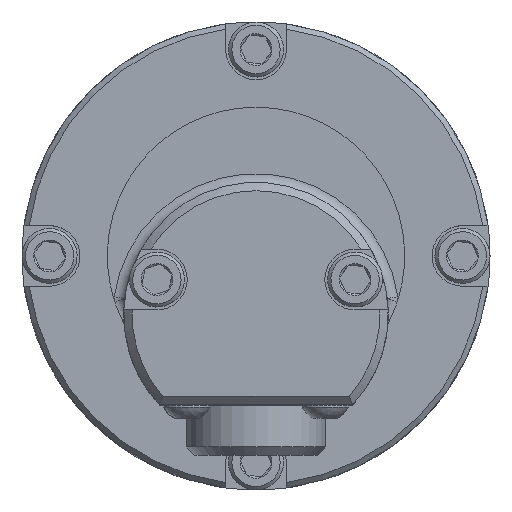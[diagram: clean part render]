
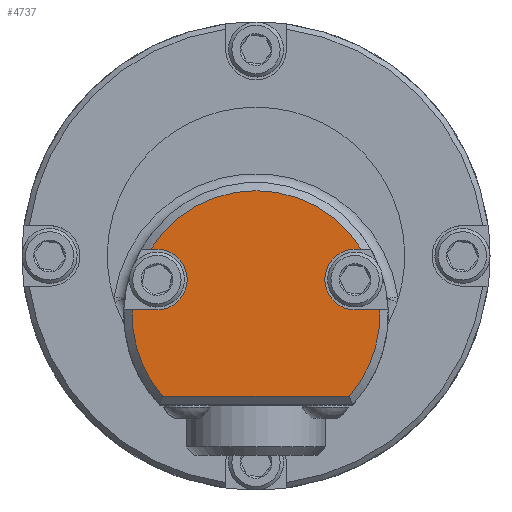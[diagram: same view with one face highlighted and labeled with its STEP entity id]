
A CAD part, top view. The second image highlights one B-rep face of the part: STEP entity #4737.
In plain terms, the highlighted planar face has unit normal (0, 0, 1).
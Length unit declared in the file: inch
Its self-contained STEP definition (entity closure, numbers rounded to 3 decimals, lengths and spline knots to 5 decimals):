
#36 = VERTEX_POINT ( 'NONE', #2826 ) ;
#41 = AXIS2_PLACEMENT_3D ( 'NONE', #1676, #2131, #5301 ) ;
#82 = CARTESIAN_POINT ( 'NONE',  ( 0., -0.341, 5. ) ) ;
#207 = CARTESIAN_POINT ( 'NONE',  ( 0.562, 0.03, 5. ) ) ;
#271 = DIRECTION ( 'NONE',  ( 1., 0., 0. ) ) ;
#278 = LINE ( 'NONE', #1730, #1335 ) ;
#428 = AXIS2_PLACEMENT_3D ( 'NONE', #82, #3264, #545 ) ;
#432 = VECTOR ( 'NONE', #3860, 39.37008 ) ;
#545 = DIRECTION ( 'NONE',  ( 1., 0., 0. ) ) ;
#564 = ORIENTED_EDGE ( 'NONE', *, *, #4050, .T. ) ;
#581 = CARTESIAN_POINT ( 'NONE',  ( -0.59713, 0.03, 5. ) ) ;
#628 = DIRECTION ( 'NONE',  ( 0., 0., 1. ) ) ;
#673 = AXIS2_PLACEMENT_3D ( 'NONE', #5117, #2388, #5575 ) ;
#695 = EDGE_CURVE ( 'NONE', #2069, #3131, #2574, .T. ) ;
#698 = AXIS2_PLACEMENT_3D ( 'NONE', #911, #4104, #1376 ) ;
#738 = ORIENTED_EDGE ( 'NONE', *, *, #1612, .F. ) ;
#838 = DIRECTION ( 'NONE',  ( 1., 0., 0. ) ) ;
#866 = CIRCLE ( 'NONE', #673, 0.172 ) ;
#882 = EDGE_CURVE ( 'NONE', #5216, #2173, #5345, .T. ) ;
#898 = CARTESIAN_POINT ( 'NONE',  ( -0.562, -0.314, 5. ) ) ;
#911 = CARTESIAN_POINT ( 'NONE',  ( 0.562, -0.142, 5. ) ) ;
#999 = VERTEX_POINT ( 'NONE', #4598 ) ;
#1077 = EDGE_CURVE ( 'NONE', #2173, #5265, #866, .T. ) ;
#1125 = ORIENTED_EDGE ( 'NONE', *, *, #4129, .F. ) ;
#1267 = DIRECTION ( 'NONE',  ( 1., 0., 0. ) ) ;
#1335 = VECTOR ( 'NONE', #4902, 39.37008 ) ;
#1376 = DIRECTION ( 'NONE',  ( 1., 0., 0. ) ) ;
#1612 = EDGE_CURVE ( 'NONE', #2069, #999, #1645, .T. ) ;
#1645 = LINE ( 'NONE', #207, #432 ) ;
#1676 = CARTESIAN_POINT ( 'NONE',  ( 0., -0.341, 5. ) ) ;
#1730 = CARTESIAN_POINT ( 'NONE',  ( -0.562, 0.03, 5. ) ) ;
#1914 = ORIENTED_EDGE ( 'NONE', *, *, #2801, .T. ) ;
#1970 = AXIS2_PLACEMENT_3D ( 'NONE', #3360, #628, #3820 ) ;
#2069 = VERTEX_POINT ( 'NONE', #4049 ) ;
#2085 = VERTEX_POINT ( 'NONE', #3601 ) ;
#2131 = DIRECTION ( 'NONE',  ( 0., 0., 1. ) ) ;
#2173 = VERTEX_POINT ( 'NONE', #898 ) ;
#2213 = EDGE_CURVE ( 'NONE', #36, #2085, #2684, .T. ) ;
#2388 = DIRECTION ( 'NONE',  ( 0., 0., 1. ) ) ;
#2507 = FACE_OUTER_BOUND ( 'NONE', #5403, .T. ) ;
#2574 = CIRCLE ( 'NONE', #3324, 0.703 ) ;
#2633 = CARTESIAN_POINT ( 'NONE',  ( 0.54898, -0.805, 5. ) ) ;
#2684 = LINE ( 'NONE', #3536, #4964 ) ;
#2717 = CARTESIAN_POINT ( 'NONE',  ( -0.70248, -0.314, 5. ) ) ;
#2801 = EDGE_CURVE ( 'NONE', #5551, #2085, #3103, .T. ) ;
#2811 = VECTOR ( 'NONE', #5343, 39.37008 ) ;
#2826 = CARTESIAN_POINT ( 'NONE',  ( 0.562, -0.314, 5. ) ) ;
#2903 = ORIENTED_EDGE ( 'NONE', *, *, #1077, .F. ) ;
#2920 = VECTOR ( 'NONE', #838, 39.37008 ) ;
#2945 = CARTESIAN_POINT ( 'NONE',  ( 0.52812, -0.805, 5. ) ) ;
#2961 = LINE ( 'NONE', #2633, #2811 ) ;
#2979 = DIRECTION ( 'NONE',  ( 0., 0., 1. ) ) ;
#3103 = CIRCLE ( 'NONE', #1970, 0.703 ) ;
#3131 = VERTEX_POINT ( 'NONE', #581 ) ;
#3264 = DIRECTION ( 'NONE',  ( 0., 0., 1. ) ) ;
#3324 = AXIS2_PLACEMENT_3D ( 'NONE', #5725, #2979, #271 ) ;
#3337 = CIRCLE ( 'NONE', #428, 0.703 ) ;
#3360 = CARTESIAN_POINT ( 'NONE',  ( 0., -0.341, 5. ) ) ;
#3437 = ORIENTED_EDGE ( 'NONE', *, *, #2213, .F. ) ;
#3536 = CARTESIAN_POINT ( 'NONE',  ( 0.562, -0.314, 5. ) ) ;
#3569 = CARTESIAN_POINT ( 'NONE',  ( -0.562, -0.314, 5. ) ) ;
#3601 = CARTESIAN_POINT ( 'NONE',  ( 0.70248, -0.314, 5. ) ) ;
#3666 = ORIENTED_EDGE ( 'NONE', *, *, #5682, .F. ) ;
#3820 = DIRECTION ( 'NONE',  ( 1., 0., 0. ) ) ;
#3860 = DIRECTION ( 'NONE',  ( -1., 0., 0. ) ) ;
#3910 = VERTEX_POINT ( 'NONE', #4830 ) ;
#4049 = CARTESIAN_POINT ( 'NONE',  ( 0.59713, 0.03, 5. ) ) ;
#4050 = EDGE_CURVE ( 'NONE', #3910, #5551, #2961, .T. ) ;
#4104 = DIRECTION ( 'NONE',  ( 0., 0., 1. ) ) ;
#4129 = EDGE_CURVE ( 'NONE', #999, #36, #4819, .T. ) ;
#4467 = ORIENTED_EDGE ( 'NONE', *, *, #5258, .T. ) ;
#4598 = CARTESIAN_POINT ( 'NONE',  ( 0.562, 0.03, 5. ) ) ;
#4737 = ADVANCED_FACE ( 'NONE', ( #2507 ), #4829, .T. ) ;
#4819 = CIRCLE ( 'NONE', #698, 0.172 ) ;
#4829 = PLANE ( 'NONE',  #41 ) ;
#4830 = CARTESIAN_POINT ( 'NONE',  ( -0.52812, -0.805, 5. ) ) ;
#4902 = DIRECTION ( 'NONE',  ( -1., 0., 0. ) ) ;
#4964 = VECTOR ( 'NONE', #1267, 39.37008 ) ;
#5000 = ORIENTED_EDGE ( 'NONE', *, *, #695, .T. ) ;
#5117 = CARTESIAN_POINT ( 'NONE',  ( -0.562, -0.142, 5. ) ) ;
#5216 = VERTEX_POINT ( 'NONE', #2717 ) ;
#5258 = EDGE_CURVE ( 'NONE', #5216, #3910, #3337, .T. ) ;
#5265 = VERTEX_POINT ( 'NONE', #5520 ) ;
#5301 = DIRECTION ( 'NONE',  ( 1., 0., 0. ) ) ;
#5343 = DIRECTION ( 'NONE',  ( 1., 0., 0. ) ) ;
#5345 = LINE ( 'NONE', #3569, #2920 ) ;
#5403 = EDGE_LOOP ( 'NONE', ( #5793, #4467, #564, #1914, #3437, #1125, #738, #5000, #3666, #2903 ) ) ;
#5520 = CARTESIAN_POINT ( 'NONE',  ( -0.562, 0.03, 5. ) ) ;
#5551 = VERTEX_POINT ( 'NONE', #2945 ) ;
#5575 = DIRECTION ( 'NONE',  ( 1., 0., 0. ) ) ;
#5682 = EDGE_CURVE ( 'NONE', #5265, #3131, #278, .T. ) ;
#5725 = CARTESIAN_POINT ( 'NONE',  ( 0., -0.341, 5. ) ) ;
#5793 = ORIENTED_EDGE ( 'NONE', *, *, #882, .F. ) ;
